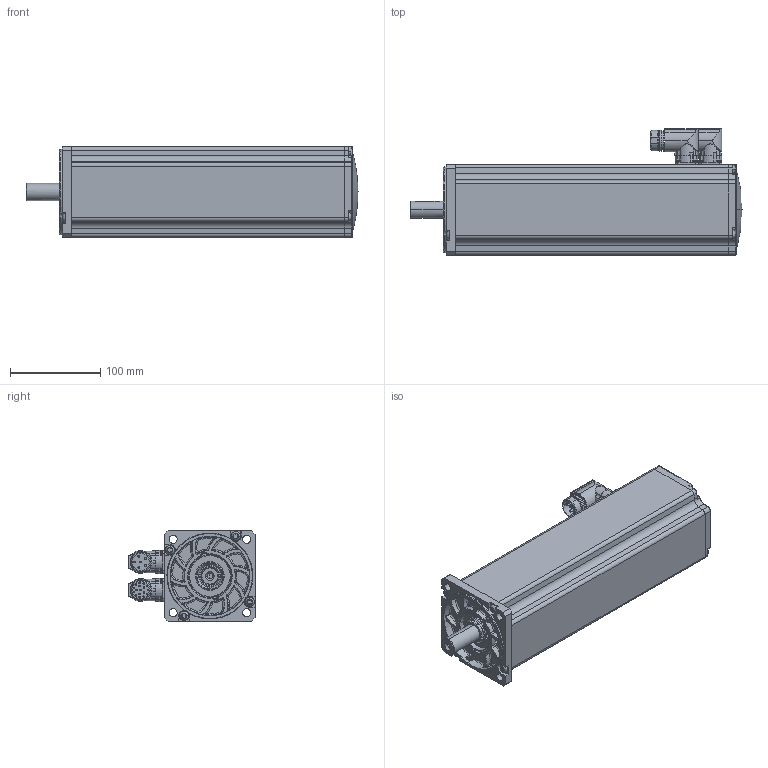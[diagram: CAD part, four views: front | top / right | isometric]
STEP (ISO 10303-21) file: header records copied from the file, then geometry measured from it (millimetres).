
FILE_DESCRIPTION((''),'2;1');
FILE_NAME('U30512A153_53185N-0','2016-06-04T',('zhangyanli'),(''),'PRO/ENGINEER BY PARAMETRIC TECHNOLOGY CORPORATION, 2010430','PRO/ENGINEER BY PARAMETRIC TECHNOLOGY CORPORATION, 2010430','');
FILE_SCHEMA(('CONFIG_CONTROL_DESIGN'));
Length unit declared in the file: millimetre
Products named in the file (1): U30512A153_53185N-0
Bounding box: 367 x 139.5 x 100 mm (x, y, z)
Surface area: 165717.4 mm2 (no closed solid volume)
Topology: 0 solids, 50 shells, 576 faces, 1974 edges, 1398 vertices
Faces by surface type: cylinder 215, plane 151, cone 68, torus 68, sphere 42, bspline 32
Entity records: 24398 total; most frequent: CARTESIAN_POINT 7604, DIRECTION 3714, ORIENTED_EDGE 3056, EDGE_CURVE 1972, AXIS2_PLACEMENT_3D 1555, VERTEX_POINT 1398, CIRCLE 1011, EDGE_LOOP 664
